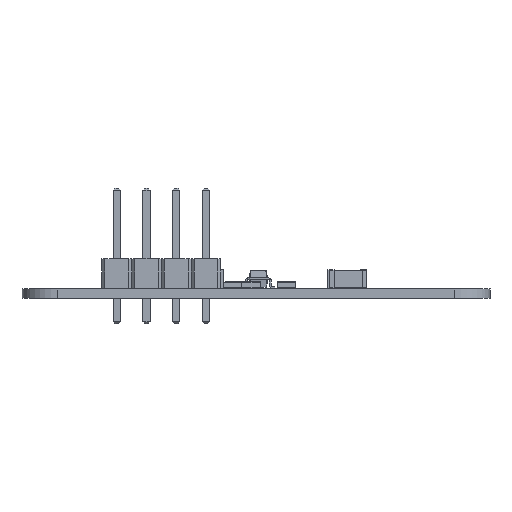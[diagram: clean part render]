
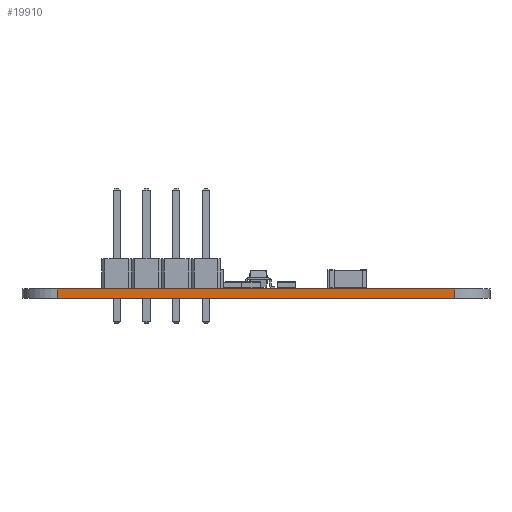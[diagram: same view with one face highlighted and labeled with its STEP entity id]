
A CAD part, front view. The second image highlights one B-rep face of the part: STEP entity #19910.
In plain terms, the highlighted planar face has unit normal (0, -1, 0).
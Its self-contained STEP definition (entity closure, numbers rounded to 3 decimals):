
#18923 = PLANE('',#18924);
#18924 = AXIS2_PLACEMENT_3D('',#18925,#18926,#18927);
#18925 = CARTESIAN_POINT('',(0.,0.,0.8)
  );
#18926 = DIRECTION('',(0.,0.,1.));
#18927 = DIRECTION('',(1.,0.,-0.));
#18978 = PLANE('',#18979);
#18979 = AXIS2_PLACEMENT_3D('',#18980,#18981,#18982);
#18980 = CARTESIAN_POINT('',(0.,0.,0.));
#18981 = DIRECTION('',(0.,0.,1.));
#18982 = DIRECTION('',(1.,0.,-0.));
#19011 = CYLINDRICAL_SURFACE('',#19012,3.);
#19012 = AXIS2_PLACEMENT_3D('',#19013,#19014,#19015);
#19013 = CARTESIAN_POINT('',(17.,-17.,0.));
#19014 = DIRECTION('',(-0.,-0.,-1.));
#19015 = DIRECTION('',(1.,0.,-0.));
#19200 = VERTEX_POINT('',#19201);
#19201 = CARTESIAN_POINT('',(-17.,-20.,0.));
#19216 = CYLINDRICAL_SURFACE('',#19217,3.);
#19217 = AXIS2_PLACEMENT_3D('',#19218,#19219,#19220);
#19218 = CARTESIAN_POINT('',(-17.,-17.,0.));
#19219 = DIRECTION('',(-0.,-0.,-1.));
#19220 = DIRECTION('',(1.,0.,-0.));
#19228 = EDGE_CURVE('',#19200,#19229,#19231,.T.);
#19229 = VERTEX_POINT('',#19230);
#19230 = CARTESIAN_POINT('',(17.,-20.,0.));
#19231 = SURFACE_CURVE('',#19232,(#19236,#19243),.PCURVE_S1.);
#19232 = LINE('',#19233,#19234);
#19233 = CARTESIAN_POINT('',(-17.,-20.,0.));
#19234 = VECTOR('',#19235,1.);
#19235 = DIRECTION('',(1.,0.,0.));
#19236 = PCURVE('',#18978,#19237);
#19237 = DEFINITIONAL_REPRESENTATION('',(#19238),#19242);
#19238 = LINE('',#19239,#19240);
#19239 = CARTESIAN_POINT('',(-17.,-20.));
#19240 = VECTOR('',#19241,1.);
#19241 = DIRECTION('',(1.,0.));
#19242 = ( GEOMETRIC_REPRESENTATION_CONTEXT(2) 
PARAMETRIC_REPRESENTATION_CONTEXT() REPRESENTATION_CONTEXT('2D SPACE',''
  ) );
#19243 = PCURVE('',#19244,#19249);
#19244 = PLANE('',#19245);
#19245 = AXIS2_PLACEMENT_3D('',#19246,#19247,#19248);
#19246 = CARTESIAN_POINT('',(-17.,-20.,0.));
#19247 = DIRECTION('',(0.,1.,0.));
#19248 = DIRECTION('',(1.,0.,0.));
#19249 = DEFINITIONAL_REPRESENTATION('',(#19250),#19254);
#19250 = LINE('',#19251,#19252);
#19251 = CARTESIAN_POINT('',(0.,0.));
#19252 = VECTOR('',#19253,1.);
#19253 = DIRECTION('',(1.,0.));
#19254 = ( GEOMETRIC_REPRESENTATION_CONTEXT(2) 
PARAMETRIC_REPRESENTATION_CONTEXT() REPRESENTATION_CONTEXT('2D SPACE',''
  ) );
#19580 = VERTEX_POINT('',#19581);
#19581 = CARTESIAN_POINT('',(-17.,-20.,0.8));
#19603 = EDGE_CURVE('',#19580,#19604,#19606,.T.);
#19604 = VERTEX_POINT('',#19605);
#19605 = CARTESIAN_POINT('',(17.,-20.,0.8));
#19606 = SURFACE_CURVE('',#19607,(#19611,#19618),.PCURVE_S1.);
#19607 = LINE('',#19608,#19609);
#19608 = CARTESIAN_POINT('',(-17.,-20.,0.8));
#19609 = VECTOR('',#19610,1.);
#19610 = DIRECTION('',(1.,0.,0.));
#19611 = PCURVE('',#18923,#19612);
#19612 = DEFINITIONAL_REPRESENTATION('',(#19613),#19617);
#19613 = LINE('',#19614,#19615);
#19614 = CARTESIAN_POINT('',(-17.,-20.));
#19615 = VECTOR('',#19616,1.);
#19616 = DIRECTION('',(1.,0.));
#19617 = ( GEOMETRIC_REPRESENTATION_CONTEXT(2) 
PARAMETRIC_REPRESENTATION_CONTEXT() REPRESENTATION_CONTEXT('2D SPACE',''
  ) );
#19618 = PCURVE('',#19244,#19619);
#19619 = DEFINITIONAL_REPRESENTATION('',(#19620),#19624);
#19620 = LINE('',#19621,#19622);
#19621 = CARTESIAN_POINT('',(0.,-0.8));
#19622 = VECTOR('',#19623,1.);
#19623 = DIRECTION('',(1.,0.));
#19624 = ( GEOMETRIC_REPRESENTATION_CONTEXT(2) 
PARAMETRIC_REPRESENTATION_CONTEXT() REPRESENTATION_CONTEXT('2D SPACE',''
  ) );
#19860 = EDGE_CURVE('',#19229,#19604,#19861,.T.);
#19861 = SURFACE_CURVE('',#19862,(#19866,#19873),.PCURVE_S1.);
#19862 = LINE('',#19863,#19864);
#19863 = CARTESIAN_POINT('',(17.,-20.,0.));
#19864 = VECTOR('',#19865,1.);
#19865 = DIRECTION('',(0.,0.,1.));
#19866 = PCURVE('',#19011,#19867);
#19867 = DEFINITIONAL_REPRESENTATION('',(#19868),#19872);
#19868 = LINE('',#19869,#19870);
#19869 = CARTESIAN_POINT('',(-4.712,0.));
#19870 = VECTOR('',#19871,1.);
#19871 = DIRECTION('',(-0.,-1.));
#19872 = ( GEOMETRIC_REPRESENTATION_CONTEXT(2) 
PARAMETRIC_REPRESENTATION_CONTEXT() REPRESENTATION_CONTEXT('2D SPACE',''
  ) );
#19873 = PCURVE('',#19244,#19874);
#19874 = DEFINITIONAL_REPRESENTATION('',(#19875),#19879);
#19875 = LINE('',#19876,#19877);
#19876 = CARTESIAN_POINT('',(34.,0.));
#19877 = VECTOR('',#19878,1.);
#19878 = DIRECTION('',(0.,-1.));
#19879 = ( GEOMETRIC_REPRESENTATION_CONTEXT(2) 
PARAMETRIC_REPRESENTATION_CONTEXT() REPRESENTATION_CONTEXT('2D SPACE',''
  ) );
#19910 = ADVANCED_FACE('',(#19911),#19244,.F.);
#19911 = FACE_BOUND('',#19912,.F.);
#19912 = EDGE_LOOP('',(#19913,#19934,#19935,#19936));
#19913 = ORIENTED_EDGE('',*,*,#19914,.T.);
#19914 = EDGE_CURVE('',#19200,#19580,#19915,.T.);
#19915 = SURFACE_CURVE('',#19916,(#19920,#19927),.PCURVE_S1.);
#19916 = LINE('',#19917,#19918);
#19917 = CARTESIAN_POINT('',(-17.,-20.,0.));
#19918 = VECTOR('',#19919,1.);
#19919 = DIRECTION('',(0.,0.,1.));
#19920 = PCURVE('',#19244,#19921);
#19921 = DEFINITIONAL_REPRESENTATION('',(#19922),#19926);
#19922 = LINE('',#19923,#19924);
#19923 = CARTESIAN_POINT('',(0.,0.));
#19924 = VECTOR('',#19925,1.);
#19925 = DIRECTION('',(0.,-1.));
#19926 = ( GEOMETRIC_REPRESENTATION_CONTEXT(2) 
PARAMETRIC_REPRESENTATION_CONTEXT() REPRESENTATION_CONTEXT('2D SPACE',''
  ) );
#19927 = PCURVE('',#19216,#19928);
#19928 = DEFINITIONAL_REPRESENTATION('',(#19929),#19933);
#19929 = LINE('',#19930,#19931);
#19930 = CARTESIAN_POINT('',(-4.712,0.));
#19931 = VECTOR('',#19932,1.);
#19932 = DIRECTION('',(-0.,-1.));
#19933 = ( GEOMETRIC_REPRESENTATION_CONTEXT(2) 
PARAMETRIC_REPRESENTATION_CONTEXT() REPRESENTATION_CONTEXT('2D SPACE',''
  ) );
#19934 = ORIENTED_EDGE('',*,*,#19603,.T.);
#19935 = ORIENTED_EDGE('',*,*,#19860,.F.);
#19936 = ORIENTED_EDGE('',*,*,#19228,.F.);
